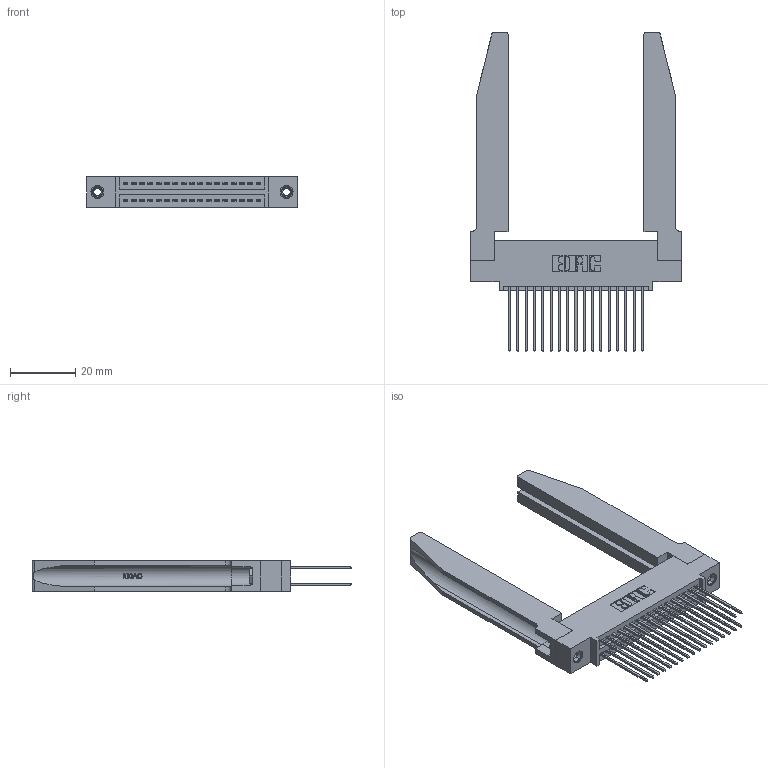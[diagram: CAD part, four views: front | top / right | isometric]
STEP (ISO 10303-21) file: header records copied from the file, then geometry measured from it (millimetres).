
FILE_DESCRIPTION (( 'STEP AP203' ), '1' );
FILE_NAME ('395-034-541-578.STEP', '2019-10-17T17:47:27', ( '' ), ( '' ), 'SwSTEP 2.0', 'SolidWorks 2016', '' );
FILE_SCHEMA (( 'CONFIG_CONTROL_DESIGN' ));
Length unit declared in the file: inch
Products named in the file (5): 345 Part_0.110 Offset - 0.156 Dia-TH; 345-292-001_345-293-141; 345-250-001_345-250-001-102; 345-220-078_345-220-078; 395-034-541-578
Assembly tree (39 placements, depth 2):
  395-034-541-578
    345 Part_0.110 Offset - 0.156 Dia-TH
    345-292-001_345-293-141  x34
    345-250-001_345-250-001-102  x2
    345-220-078_345-220-078  x2
Bounding box: 64.41 x 97.71 x 9.4 mm (x, y, z)
Volume: 13917.3 mm3; surface area: 16450.2 mm2
Topology: 39 solids, 39 shells, 2064 faces, 6027 edges, 3962 vertices
Faces by surface type: plane 1348, cylinder 664, bspline 36, cone 12, torus 4
Entity records: 21594 total; most frequent: CARTESIAN_POINT 4563, ORIENTED_EDGE 3394, DIRECTION 3047, EDGE_CURVE 1697, VECTOR 1403, LINE 1403, VERTEX_POINT 1124, AXIS2_PLACEMENT_3D 822
